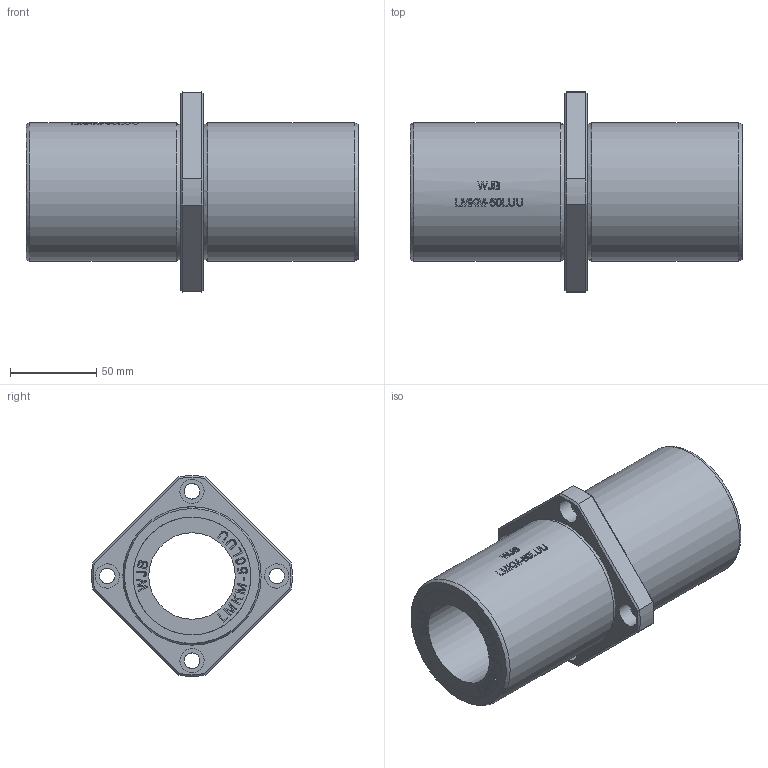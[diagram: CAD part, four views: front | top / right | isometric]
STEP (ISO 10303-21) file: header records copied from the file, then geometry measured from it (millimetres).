
FILE_DESCRIPTION(/* description */ (''),/* implementation_level */ '2;1');
FILE_NAME(/* name */ 'WJB-LMKM-50LUU.stp',/* time_stamp */ '2018-09-26T17:20:26+08:00',/* author */ (''),/* organization */ (''),/* preprocessor_version */ 'ST-DEVELOPER v11',/* originating_system */ 'SIEMENS UGS NX 6.0',/* authorisation */ '');
FILE_SCHEMA (('CONFIG_CONTROL_DESIGN'));
Length unit declared in the file: millimetre
Products named in the file (1): WJB-LMKM-50LUU
Bounding box: 192 x 115.89 x 115.89 mm (x, y, z)
Volume: 621711.1 mm3; surface area: 93605.3 mm2
Topology: 1 solids, 1 shells, 420 faces, 1096 edges, 734 vertices
Faces by surface type: plane 282, extrusion 93, cylinder 33, cone 8, torus 4
Full cylindrical faces by diameter (mm): 9 x4, 14 x4, 50 x1, 68 x2, 80 x2
Entity records: 16283 total; most frequent: CARTESIAN_POINT 6654, ORIENTED_EDGE 2158, DIRECTION 1488, EDGE_CURVE 1079, VERTEX_POINT 734, VECTOR 636, LINE 543, B_SPLINE_CURVE_WITH_KNOTS 531
